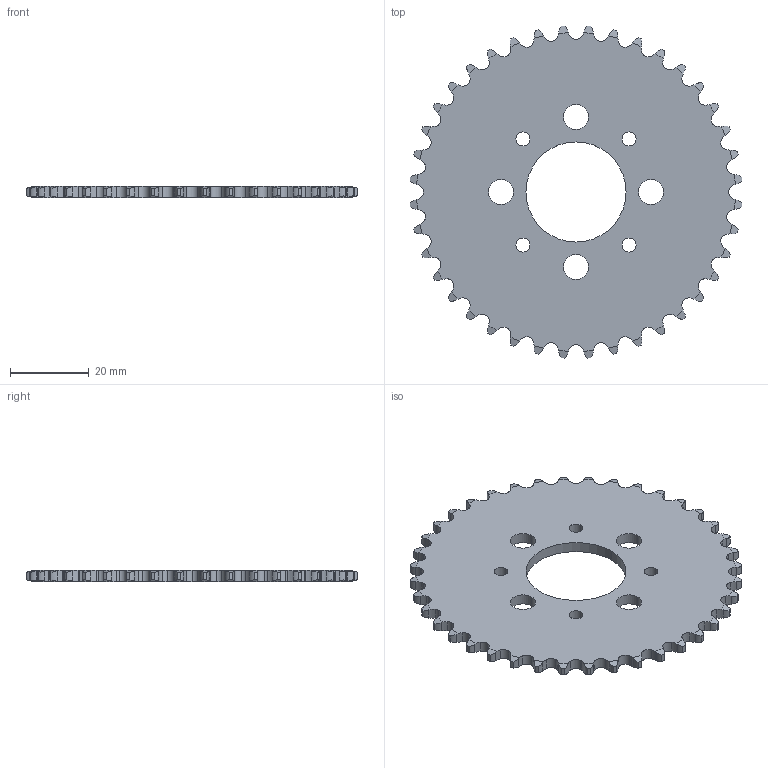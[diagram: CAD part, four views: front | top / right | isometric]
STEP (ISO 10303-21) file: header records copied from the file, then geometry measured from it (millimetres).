
FILE_DESCRIPTION (( 'STEP AP203' ), '1' );
FILE_NAME ('615122.STEP', '2014-07-22T18:53:42', ( 'Kyle' ), ( 'Microsoft' ), 'SwSTEP 2.0', 'SolidWorks 2014', '' );
FILE_SCHEMA (( 'CONFIG_CONTROL_DESIGN' ));
Length unit declared in the file: inch
Products named in the file (1): 615122
Bounding box: 84.3 x 84.3 x 2.79 mm (x, y, z)
Volume: 12279.4 mm3; surface area: 10452.4 mm2
Topology: 1 solids, 1 shells, 365 faces, 1089 edges, 726 vertices
Faces by surface type: cylinder 283, cone 80, plane 2
Entity records: 13240 total; most frequent: CARTESIAN_POINT 3517, ORIENTED_EDGE 2178, DIRECTION 1947, EDGE_CURVE 1089, AXIS2_PLACEMENT_3D 832, VERTEX_POINT 726, CIRCLE 466, EDGE_LOOP 383
